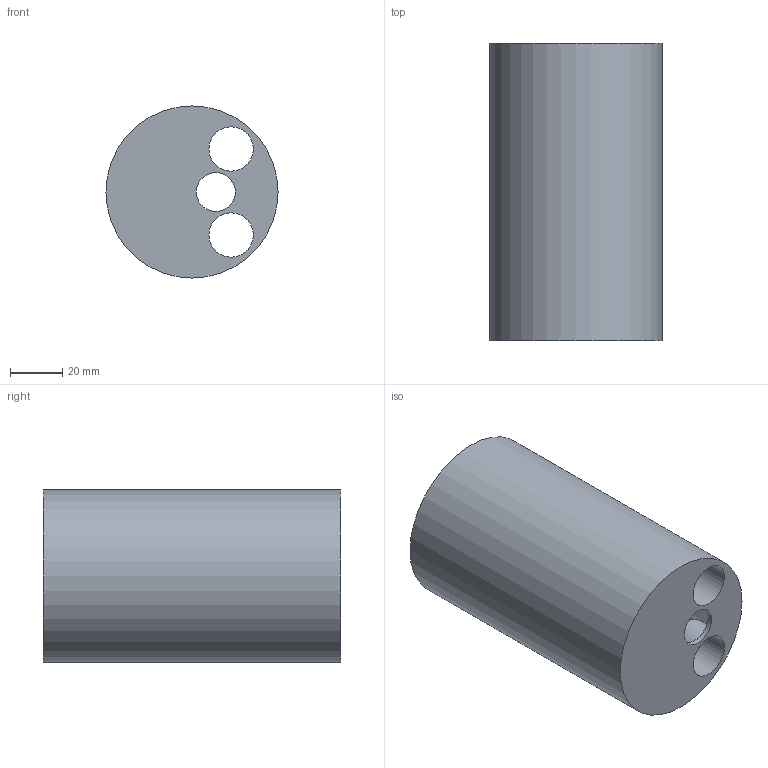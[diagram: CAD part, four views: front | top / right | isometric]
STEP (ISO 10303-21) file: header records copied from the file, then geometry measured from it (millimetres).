
FILE_DESCRIPTION(/* description */ (''),/* implementation_level */ '2;1');
FILE_NAME(/* name */ 'lata.step',/* time_stamp */ '2023-06-16T01:45:16-04:00',/* author */ (''),/* organization */ (''),/* preprocessor_version */ 'ST-DEVELOPER v19.2',/* originating_system */ 'Autodesk Translation Framework v12.6.0.85',/* authorisation */ '');
FILE_SCHEMA (('AUTOMOTIVE_DESIGN { 1 0 10303 214 3 1 1 }'));
Length unit declared in the file: millimetre
Products named in the file (1): CANSAT 3
Bounding box: 66 x 114 x 66 mm (x, y, z)
Volume: 58945.3 mm3; surface area: 54052.8 mm2
Topology: 1 solids, 1 shells, 47 faces, 128 edges, 85 vertices
Faces by surface type: plane 40, cylinder 7
Full cylindrical faces by diameter (mm): 14.964 x1, 17 x2, 62 x1, 66 x1
Entity records: 1537 total; most frequent: DIRECTION 266, CARTESIAN_POINT 261, ORIENTED_EDGE 256, EDGE_CURVE 128, AXIS2_PLACEMENT_3D 90, LINE 86, VECTOR 86, VERTEX_POINT 85
